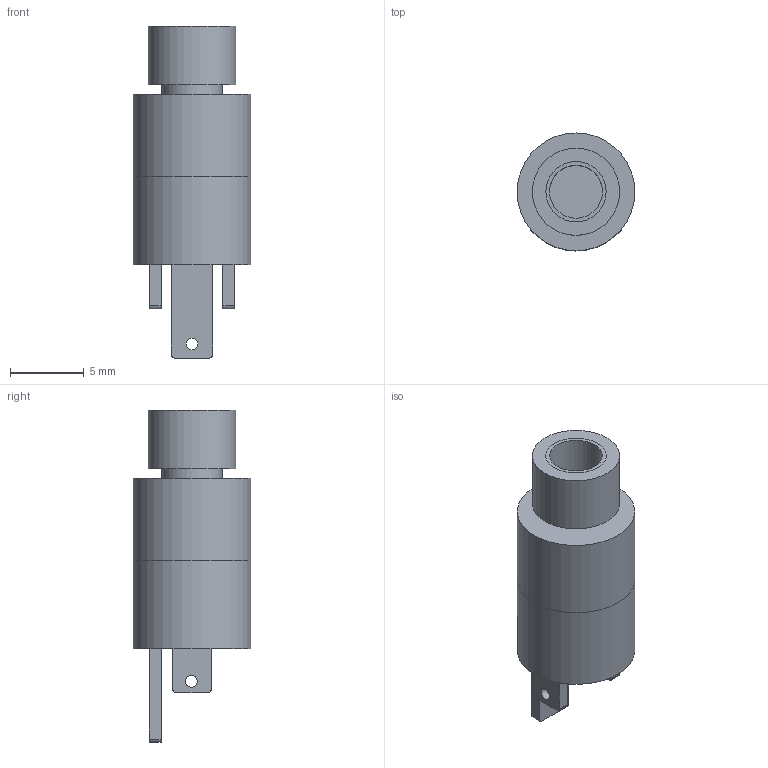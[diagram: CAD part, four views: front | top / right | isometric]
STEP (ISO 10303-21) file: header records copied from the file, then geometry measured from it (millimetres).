
FILE_DESCRIPTION(/* description */ (''),/* implementation_level */ '2;1');
FILE_NAME(/* name */ 'PJ-3920 v9.step',/* time_stamp */ '2022-07-11T16:35:38+12:00',/* author */ (''),/* organization */ (''),/* preprocessor_version */ 'ST-DEVELOPER v19',/* originating_system */ 'Autodesk Translation Framework v11.7.0.108',/* authorisation */ '');
FILE_SCHEMA (('AUTOMOTIVE_DESIGN { 1 0 10303 214 3 1 1 }'));
Length unit declared in the file: millimetre
Products named in the file (1): PJ-3920
Bounding box: 8 x 8 x 22.55 mm (x, y, z)
Volume: 561.1 mm3; surface area: 969.6 mm2
Topology: 6 solids, 6 shells, 42 faces, 84 edges, 56 vertices
Faces by surface type: plane 26, cylinder 16
Full cylindrical faces by diameter (mm): 0.8 x3, 3.6 x2, 4.1 x2, 5.927 x1, 8 x2
Entity records: 1162 total; most frequent: DIRECTION 202, CARTESIAN_POINT 183, ORIENTED_EDGE 168, EDGE_CURVE 84, AXIS2_PLACEMENT_3D 75, VERTEX_POINT 56, EDGE_LOOP 54, LINE 52
